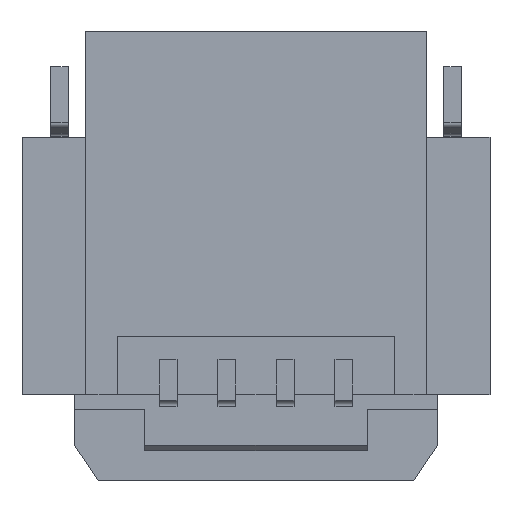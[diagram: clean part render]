
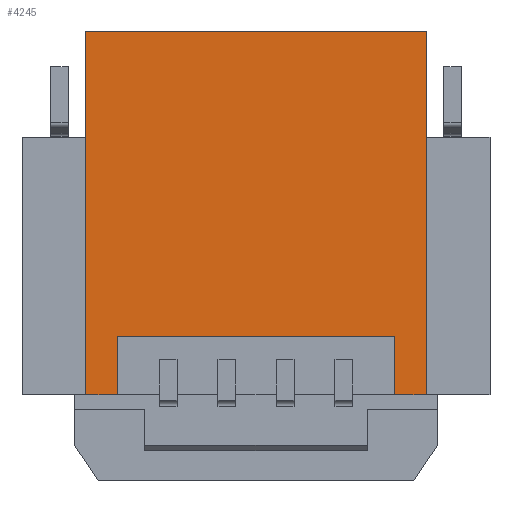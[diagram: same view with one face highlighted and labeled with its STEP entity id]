
A CAD part, front view. The second image highlights one B-rep face of the part: STEP entity #4245.
In plain terms, the highlighted planar face has unit normal (0, -1, 0).
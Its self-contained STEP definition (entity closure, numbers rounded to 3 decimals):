
#9 = VERTEX_POINT ( 'NONE', #4655 ) ;
#109 = CARTESIAN_POINT ( 'NONE',  ( -1.455, -0.5, 0. ) ) ;
#124 = LINE ( 'NONE', #2868, #7113 ) ;
#216 = DIRECTION ( 'NONE',  ( 0., -1., 0. ) ) ;
#226 = DIRECTION ( 'NONE',  ( 1., 0., 0. ) ) ;
#228 = DIRECTION ( 'NONE',  ( 0., 0., 1. ) ) ;
#230 = ORIENTED_EDGE ( 'NONE', *, *, #6527, .T. ) ;
#329 = ORIENTED_EDGE ( 'NONE', *, *, #2768, .T. ) ;
#521 = VERTEX_POINT ( 'NONE', #8300 ) ;
#576 = LINE ( 'NONE', #3985, #4589 ) ;
#601 = ORIENTED_EDGE ( 'NONE', *, *, #3443, .T. ) ;
#684 = EDGE_LOOP ( 'NONE', ( #6998, #4163, #6375, #329, #230, #601, #1257, #7407 ) ) ;
#803 = CARTESIAN_POINT ( 'NONE',  ( -2., -0.5, 0. ) ) ;
#900 = LINE ( 'NONE', #7061, #2310 ) ;
#1015 = VECTOR ( 'NONE', #5079, 1000. ) ;
#1147 = VECTOR ( 'NONE', #3357, 1000. ) ;
#1257 = ORIENTED_EDGE ( 'NONE', *, *, #4662, .T. ) ;
#1719 = VERTEX_POINT ( 'NONE', #109 ) ;
#1865 = DIRECTION ( 'NONE',  ( 0., 0., 1. ) ) ;
#1886 = CARTESIAN_POINT ( 'NONE',  ( 1.185, -0.5, -2.6 ) ) ;
#2310 = VECTOR ( 'NONE', #228, 1000. ) ;
#2494 = LINE ( 'NONE', #5278, #5514 ) ;
#2716 = CARTESIAN_POINT ( 'NONE',  ( -1.455, -0.5, -3.1 ) ) ;
#2768 = EDGE_CURVE ( 'NONE', #521, #4963, #2494, .T. ) ;
#2868 = CARTESIAN_POINT ( 'NONE',  ( 1.185, -0.5, 0. ) ) ;
#2957 = DIRECTION ( 'NONE',  ( 0., 0., -1. ) ) ;
#3066 = LINE ( 'NONE', #7203, #4366 ) ;
#3258 = CARTESIAN_POINT ( 'NONE',  ( 1.185, -0.5, -3.1 ) ) ;
#3305 = VERTEX_POINT ( 'NONE', #2716 ) ;
#3357 = DIRECTION ( 'NONE',  ( -1., 0., 0. ) ) ;
#3443 = EDGE_CURVE ( 'NONE', #1719, #3305, #4275, .T. ) ;
#3899 = EDGE_CURVE ( 'NONE', #8168, #9, #900, .T. ) ;
#3985 = CARTESIAN_POINT ( 'NONE',  ( -2., -0.5, -2.6 ) ) ;
#4155 = CARTESIAN_POINT ( 'NONE',  ( 1.455, -0.5, 0. ) ) ;
#4163 = ORIENTED_EDGE ( 'NONE', *, *, #8800, .T. ) ;
#4245 = ADVANCED_FACE ( 'NONE', ( #6458 ), #8446, .T. ) ;
#4275 = LINE ( 'NONE', #4448, #1015 ) ;
#4366 = VECTOR ( 'NONE', #7925, 1000. ) ;
#4448 = CARTESIAN_POINT ( 'NONE',  ( -1.455, -0.5, 0. ) ) ;
#4589 = VECTOR ( 'NONE', #8662, 1000. ) ;
#4655 = CARTESIAN_POINT ( 'NONE',  ( -1.185, -0.5, -2.6 ) ) ;
#4662 = EDGE_CURVE ( 'NONE', #3305, #8168, #3066, .T. ) ;
#4963 = VERTEX_POINT ( 'NONE', #4155 ) ;
#5079 = DIRECTION ( 'NONE',  ( 0., 0., -1. ) ) ;
#5278 = CARTESIAN_POINT ( 'NONE',  ( 1.455, -0.5, 0. ) ) ;
#5514 = VECTOR ( 'NONE', #1865, 1000. ) ;
#6375 = ORIENTED_EDGE ( 'NONE', *, *, #7276, .T. ) ;
#6458 = FACE_OUTER_BOUND ( 'NONE', #684, .T. ) ;
#6508 = LINE ( 'NONE', #7863, #8615 ) ;
#6527 = EDGE_CURVE ( 'NONE', #4963, #1719, #7026, .T. ) ;
#6669 = VERTEX_POINT ( 'NONE', #3258 ) ;
#6880 = DIRECTION ( 'NONE',  ( 0., 0., -1. ) ) ;
#6971 = VERTEX_POINT ( 'NONE', #1886 ) ;
#6998 = ORIENTED_EDGE ( 'NONE', *, *, #7455, .T. ) ;
#7026 = LINE ( 'NONE', #8464, #1147 ) ;
#7061 = CARTESIAN_POINT ( 'NONE',  ( -1.185, -0.5, 0. ) ) ;
#7113 = VECTOR ( 'NONE', #6880, 1000. ) ;
#7203 = CARTESIAN_POINT ( 'NONE',  ( 0., -0.5, -3.1 ) ) ;
#7276 = EDGE_CURVE ( 'NONE', #6669, #521, #6508, .T. ) ;
#7407 = ORIENTED_EDGE ( 'NONE', *, *, #3899, .T. ) ;
#7455 = EDGE_CURVE ( 'NONE', #9, #6971, #576, .T. ) ;
#7863 = CARTESIAN_POINT ( 'NONE',  ( 0., -0.5, -3.1 ) ) ;
#7925 = DIRECTION ( 'NONE',  ( 1., 0., 0. ) ) ;
#8108 = AXIS2_PLACEMENT_3D ( 'NONE', #803, #216, #2957 ) ;
#8168 = VERTEX_POINT ( 'NONE', #8818 ) ;
#8300 = CARTESIAN_POINT ( 'NONE',  ( 1.455, -0.5, -3.1 ) ) ;
#8446 = PLANE ( 'NONE',  #8108 ) ;
#8464 = CARTESIAN_POINT ( 'NONE',  ( -2., -0.5, 0. ) ) ;
#8615 = VECTOR ( 'NONE', #226, 1000. ) ;
#8662 = DIRECTION ( 'NONE',  ( 1., 0., 0. ) ) ;
#8800 = EDGE_CURVE ( 'NONE', #6971, #6669, #124, .T. ) ;
#8818 = CARTESIAN_POINT ( 'NONE',  ( -1.185, -0.5, -3.1 ) ) ;
